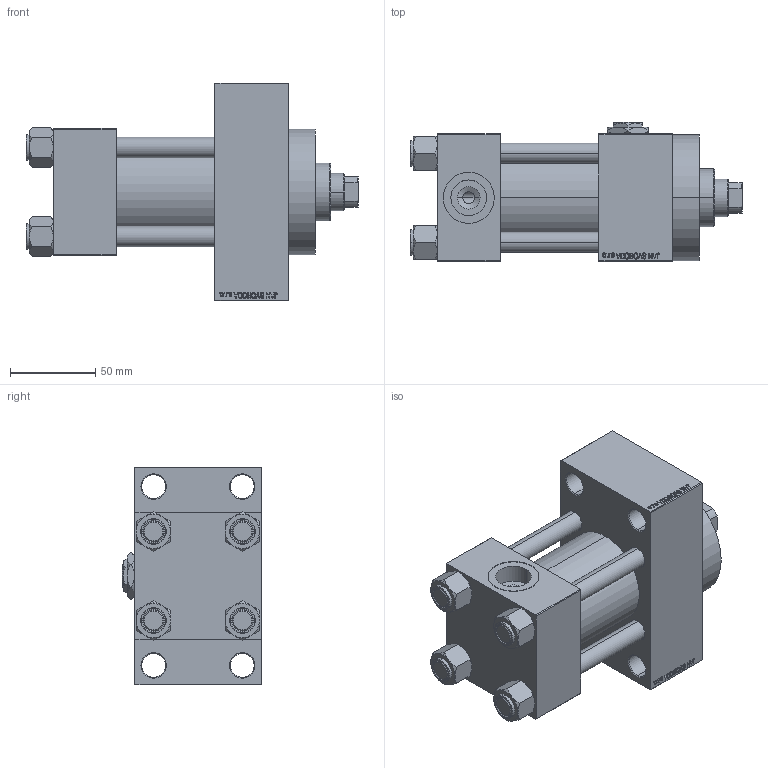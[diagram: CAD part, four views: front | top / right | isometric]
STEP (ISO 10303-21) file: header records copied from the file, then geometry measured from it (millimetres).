
FILE_DESCRIPTION (( 'STEP AP203' ), '1' );
FILE_NAME ('2540.STEP', '2022-04-16T23:52:18', ( '' ), ( '' ), 'SwSTEP 2.0', 'SolidWorks 2019', '' );
FILE_SCHEMA (( 'CONFIG_CONTROL_DESIGN' ));
Length unit declared in the file: millimetre
Products named in the file (7): V215CD_VCP_D d664644b343442667bba7aecdb1fac18; V215CD_D_TYCINKA d664644b343442667bba7aecdb1fac18; V215CD_VC_A d664644b343442667bba7aecdb1fac18; Zatka_pro_OIL_PORT d664644b343442667bba7aecdb1fac18; V215CD_NUT_M5_D d664644b343442667bba7aecdb1fac18; 2540; V215CD_D_Body d664644b343442667bba7aecdb1fac18
Assembly tree (12 placements, depth 2):
  2540
    V215CD_D_Body d664644b343442667bba7aecdb1fac18
    V215CD_VC_A d664644b343442667bba7aecdb1fac18
    V215CD_VCP_D d664644b343442667bba7aecdb1fac18
    V215CD_D_TYCINKA d664644b343442667bba7aecdb1fac18  x4
    V215CD_NUT_M5_D d664644b343442667bba7aecdb1fac18  x4
    Zatka_pro_OIL_PORT d664644b343442667bba7aecdb1fac18
Bounding box: 195 x 82 x 128 mm (x, y, z)
Volume: 809157.2 mm3; surface area: 166341 mm2
Topology: 12 solids, 12 shells, 1153 faces, 2865 edges, 1851 vertices
Faces by surface type: plane 521, bspline 368, cone 164, cylinder 92, torus 8
Entity records: 48890 total; most frequent: CARTESIAN_POINT 25573, ORIENTED_EDGE 5222, DIRECTION 3401, EDGE_CURVE 2611, VERTEX_POINT 1707, VECTOR 1543, LINE 1543, EDGE_LOOP 1168
